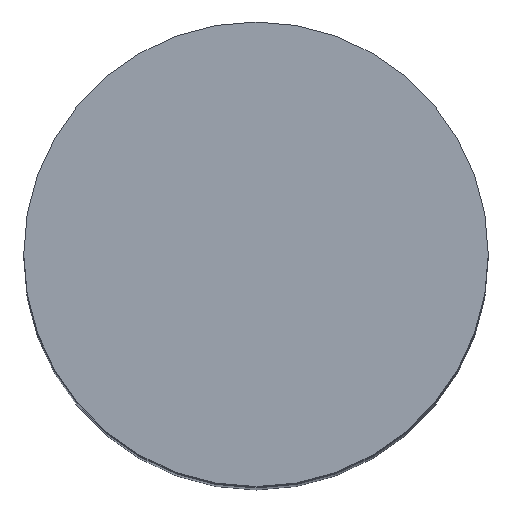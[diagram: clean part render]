
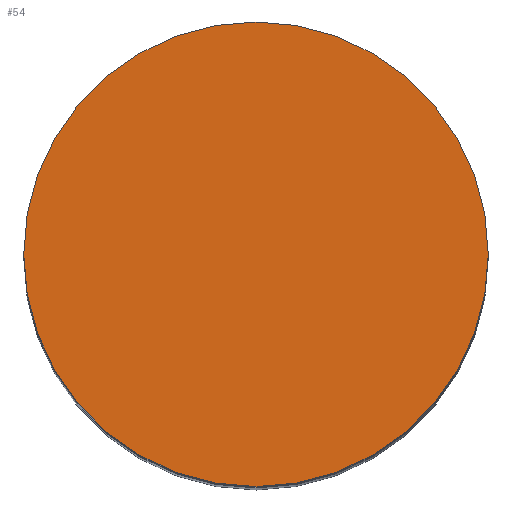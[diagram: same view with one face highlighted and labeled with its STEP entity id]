
A CAD part, top view. The second image highlights one B-rep face of the part: STEP entity #54.
In plain terms, the highlighted planar face has unit normal (0, 0, 1).
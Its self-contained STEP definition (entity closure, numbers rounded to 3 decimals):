
#34=FACE_OUTER_BOUND('',#101,.T.);
#37=PLANE('',#182);
#54=ADVANCED_FACE('',(#34),#37,.T.);
#101=EDGE_LOOP('',(#123));
#123=ORIENTED_EDGE('',*,*,#148,.T.);
#137=VERTEX_POINT('',#265);
#148=EDGE_CURVE('',#137,#137,#159,.T.);
#159=CIRCLE('',#181,2.25);
#181=AXIS2_PLACEMENT_3D('',#264,#226,#227);
#182=AXIS2_PLACEMENT_3D('',#266,#228,#229);
#226=DIRECTION('',(0.,0.,1.));
#227=DIRECTION('',(1.,0.,0.));
#228=DIRECTION('',(0.,0.,1.));
#229=DIRECTION('',(1.,0.,0.));
#264=CARTESIAN_POINT('',(0.,0.,7.2));
#265=CARTESIAN_POINT('',(2.25,0.,7.2));
#266=CARTESIAN_POINT('',(0.,0.,7.2));
